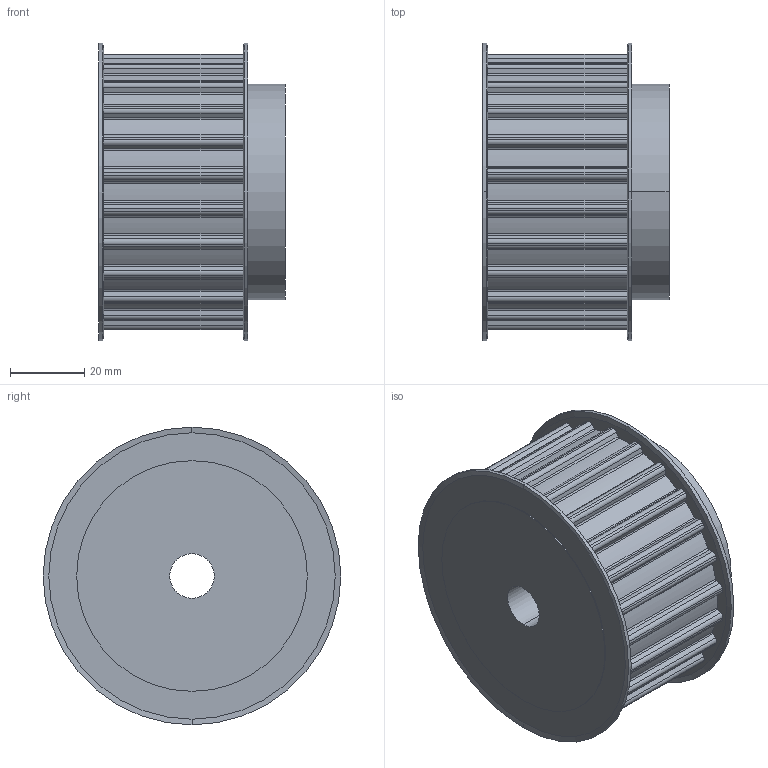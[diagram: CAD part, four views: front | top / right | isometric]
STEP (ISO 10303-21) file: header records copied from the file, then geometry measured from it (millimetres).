
FILE_DESCRIPTION(('STEP AP214'),'1');
FILE_NAME('cctmp_D4C0BE85-D3B3-4DF9-A0D5-89630298AB46_2021_1_7_12_51_55_736..stp','2021-01-07T11:51:55',('Mulco-Europe EWIV'),('CADClick - www.CADClick.com'),'Spatial InterOp 3D',' ','unknown authorization');
FILE_SCHEMA(('AUTOMOTIVE_DESIGN'));
Length unit declared in the file: millimetre
Products named in the file (1): 2021_01_07__12-51-55-720
Bounding box: 50 x 80 x 80 mm (x, y, z)
Volume: 182487.8 mm3; surface area: 27011.3 mm2
Topology: 1 solids, 1 shells, 219 faces, 628 edges, 416 vertices
Faces by surface type: cylinder 156, plane 55, cone 8
Entity records: 9098 total; most frequent: DIRECTION 1388, CARTESIAN_POINT 1264, ORIENTED_EDGE 1256, EDGE_CURVE 628, AXIS2_PLACEMENT_3D 540, VERTEX_POINT 416, CIRCLE 320, LINE 308
